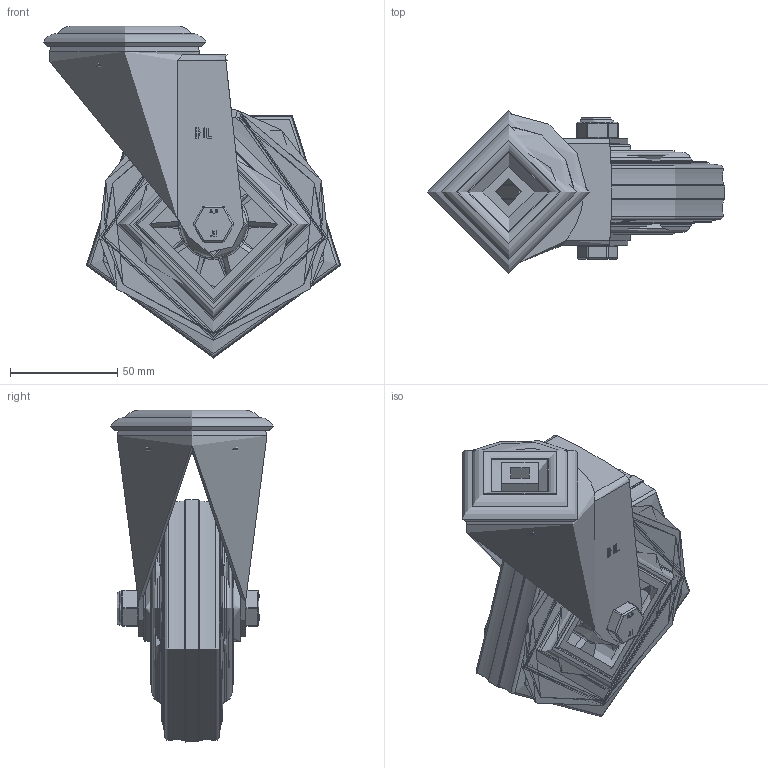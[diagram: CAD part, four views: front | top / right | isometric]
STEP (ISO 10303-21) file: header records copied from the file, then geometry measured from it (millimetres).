
FILE_DESCRIPTION(/* description */ (''),/* implementation_level */ '2;1');
FILE_NAME(/* name */ 'BZMM125GRBBH12.step',/* time_stamp */ '2024-09-26T12:10:33+01:00',/* author */ (''),/* organization */ (''),/* preprocessor_version */ 'ST-DEVELOPER v20',/* originating_system */ 'Autodesk Translation Framework v13.20.0.188',/* authorisation */ '');
FILE_SCHEMA (('AUTOMOTIVE_DESIGN { 1 0 10303 214 3 1 1 }'));
Length unit declared in the file: millimetre
Products named in the file (21): BZMM125GRBBH12; BZMM125ASBH12 v1; ZINC PLATED, PRESSED STEEL HEAD; ZINC PLATED, PRESSED STEEL FORKS; BZMM125WGRRB v1; RUBBER TYRE; POLYPROPYLENE RIM; POLYPROPYLENE RIM Geometry; CAP; ROLLER BEARING; CAGE; RIBS; Component4; TUBEM15X45 v1; ZINC PLATED, STEEL TUBE; HEXBOLTM10X60Z8.8 v2; GRADE 8.8 ZINC PLATED BOLT; NYLOCM10Z v1; NYLOC NUT; RUBBER; NUT
Assembly tree (27 placements, depth 5):
  BZMM125GRBBH12
    BZMM125ASBH12 v1
      ZINC PLATED, PRESSED STEEL HEAD
      ZINC PLATED, PRESSED STEEL FORKS
    BZMM125WGRRB v1
      RUBBER TYRE
      POLYPROPYLENE RIM
        POLYPROPYLENE RIM Geometry
        CAP
      ROLLER BEARING
        CAGE
        RIBS
          Component4  x8
    TUBEM15X45 v1
      ZINC PLATED, STEEL TUBE
    HEXBOLTM10X60Z8.8 v2
      GRADE 8.8 ZINC PLATED BOLT
    NYLOCM10Z v1
      NYLOC NUT
        RUBBER
        NUT
Bounding box: 138.94 x 76 x 155 mm (x, y, z)
Volume: 390409.6 mm3; surface area: 140663.3 mm2
Topology: 18 solids, 18 shells, 756 faces, 1794 edges, 1078 vertices
Faces by surface type: bspline 220, plane 209, cylinder 146, torus 82, sphere 58, cone 41
Full cylindrical faces by diameter (mm): 4 x8, 8.141 x19, 9.85 x20, 10 x3, 10.2 x3, 12 x2, 12.2 x1, 14.95 x1, 15 x2, 15.2 x1, 15.5 x1, 16 x1, 21.313 x1, 22.75 x2, 24 x3, 28.9 x1, 29 x1, 31 x2, 38 x1, 49.5 x1, 60 x2, 65 x1, 67.5 x2, 70 x1, 72 x1, 72.5 x4, 125 x1
Entity records: 63933 total; most frequent: CARTESIAN_POINT 47358, ORIENTED_EDGE 3514, DIRECTION 3091, EDGE_CURVE 1757, AXIS2_PLACEMENT_3D 1264, VERTEX_POINT 1064, EDGE_LOOP 793, FACE_OUTER_BOUND 735
